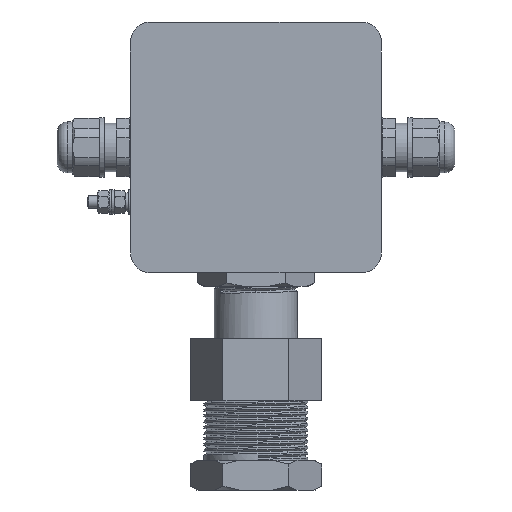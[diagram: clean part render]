
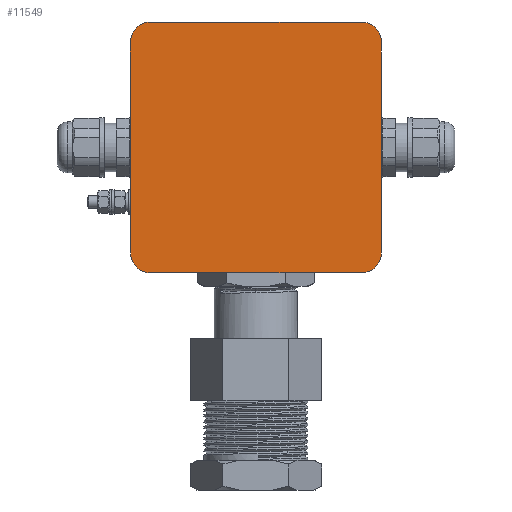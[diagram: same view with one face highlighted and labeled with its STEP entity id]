
A CAD part, left-side view. The second image highlights one B-rep face of the part: STEP entity #11549.
In plain terms, the highlighted face is planar.
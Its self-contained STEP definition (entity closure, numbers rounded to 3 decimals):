
#11549=ADVANCED_FACE('',(#11688),#11690,.F.);
#11688=FACE_OUTER_BOUND('',#11689,.T.);
#11689=EDGE_LOOP('',(#12556,#12557,#12558,#12559,#12560,#12561,#12562,#12563));
#11690=PLANE('',#11691);
#11691=AXIS2_PLACEMENT_3D('',#11692,#11693,#11694);
#11692=CARTESIAN_POINT('',(0.,0.,0.));
#11693=DIRECTION('',(0.,0.,1.));
#11694=DIRECTION('',(1.,0.,0.));
#12556=ORIENTED_EDGE('',*,*,#13153,.T.);
#12557=ORIENTED_EDGE('',*,*,#13154,.T.);
#12558=ORIENTED_EDGE('',*,*,#13155,.T.);
#12559=ORIENTED_EDGE('',*,*,#13156,.T.);
#12560=ORIENTED_EDGE('',*,*,#13157,.T.);
#12561=ORIENTED_EDGE('',*,*,#13139,.T.);
#12562=ORIENTED_EDGE('',*,*,#13158,.T.);
#12563=ORIENTED_EDGE('',*,*,#13159,.T.);
#13139=EDGE_CURVE('',#13440,#13441,#13442,.T.);
#13153=EDGE_CURVE('',#13467,#13468,#13469,.T.);
#13154=EDGE_CURVE('',#13468,#13470,#13471,.T.);
#13155=EDGE_CURVE('',#13470,#13472,#13473,.T.);
#13156=EDGE_CURVE('',#13472,#13474,#13475,.T.);
#13157=EDGE_CURVE('',#13474,#13440,#13476,.T.);
#13158=EDGE_CURVE('',#13441,#13477,#13478,.T.);
#13159=EDGE_CURVE('',#13477,#13467,#13479,.T.);
#13440=VERTEX_POINT('',#13946);
#13441=VERTEX_POINT('',#13947);
#13442=LINE('',#13948,#13949);
#13467=VERTEX_POINT('',#14005);
#13468=VERTEX_POINT('',#14006);
#13469=CIRCLE('',#14007,8.045);
#13470=VERTEX_POINT('',#14011);
#13471=LINE('',#14012,#14013);
#13472=VERTEX_POINT('',#14015);
#13473=CIRCLE('',#14016,8.045);
#13474=VERTEX_POINT('',#14020);
#13475=LINE('',#14021,#14022);
#13476=CIRCLE('',#14024,8.045);
#13477=VERTEX_POINT('',#14028);
#13478=CIRCLE('',#14029,8.045);
#13479=LINE('',#14033,#14034);
#13946=CARTESIAN_POINT('',(50.545,42.5,0.));
#13947=CARTESIAN_POINT('',(50.545,-42.5,0.));
#13948=CARTESIAN_POINT('',(50.545,42.5,0.));
#13949=VECTOR('',#13950,1.);
#13950=DIRECTION('',(0.,-1.,0.));
#14005=CARTESIAN_POINT('',(-42.5,-50.545,0.));
#14006=CARTESIAN_POINT('',(-50.545,-42.5,0.));
#14007=AXIS2_PLACEMENT_3D('',#14008,#14009,#14010);
#14008=CARTESIAN_POINT('',(-42.5,-42.5,0.));
#14009=DIRECTION('',(0.,0.,-1.));
#14010=DIRECTION('',(0.,-1.,0.));
#14011=CARTESIAN_POINT('',(-50.545,42.5,0.));
#14012=CARTESIAN_POINT('',(-50.545,-42.5,0.));
#14013=VECTOR('',#14014,1.);
#14014=DIRECTION('',(0.,1.,0.));
#14015=CARTESIAN_POINT('',(-42.5,50.545,0.));
#14016=AXIS2_PLACEMENT_3D('',#14017,#14018,#14019);
#14017=CARTESIAN_POINT('',(-42.5,42.5,0.));
#14018=DIRECTION('',(0.,0.,-1.));
#14019=DIRECTION('',(-1.,0.,0.));
#14020=CARTESIAN_POINT('',(42.5,50.545,0.));
#14021=CARTESIAN_POINT('',(-42.5,50.545,0.));
#14022=VECTOR('',#14023,1.);
#14023=DIRECTION('',(1.,0.,0.));
#14024=AXIS2_PLACEMENT_3D('',#14025,#14026,#14027);
#14025=CARTESIAN_POINT('',(42.5,42.5,0.));
#14026=DIRECTION('',(0.,0.,-1.));
#14027=DIRECTION('',(0.,1.,0.));
#14028=CARTESIAN_POINT('',(42.5,-50.545,0.));
#14029=AXIS2_PLACEMENT_3D('',#14030,#14031,#14032);
#14030=CARTESIAN_POINT('',(42.5,-42.5,0.));
#14031=DIRECTION('',(0.,0.,-1.));
#14032=DIRECTION('',(1.,0.,0.));
#14033=CARTESIAN_POINT('',(42.5,-50.545,0.));
#14034=VECTOR('',#14035,1.);
#14035=DIRECTION('',(-1.,0.,0.));
